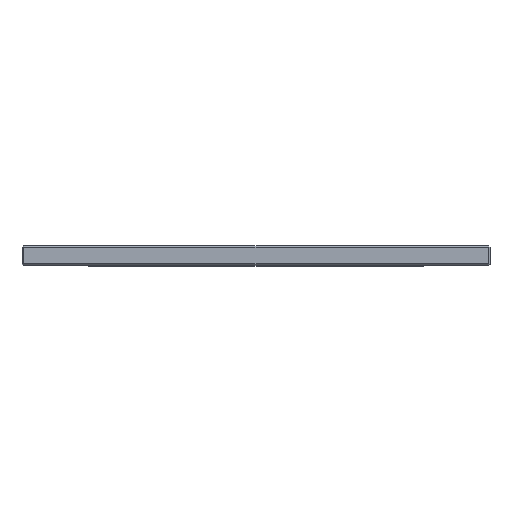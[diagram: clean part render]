
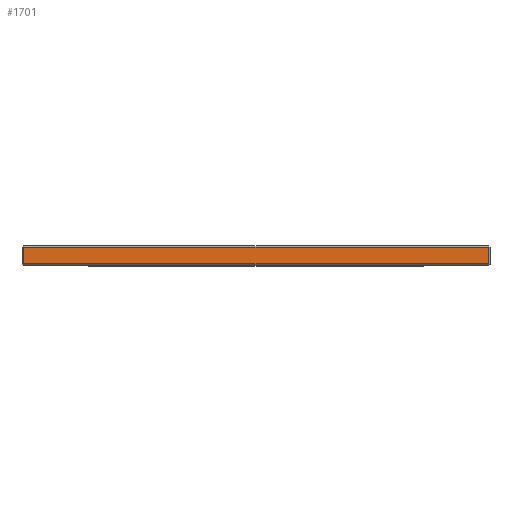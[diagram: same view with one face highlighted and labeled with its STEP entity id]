
A CAD part, top view. The second image highlights one B-rep face of the part: STEP entity #1701.
In plain terms, the highlighted planar face has unit normal (0, 0, 1).
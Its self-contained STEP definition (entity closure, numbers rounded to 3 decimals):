
#175 = CARTESIAN_POINT ( 'NONE',  ( -76., 6.35, 76. ) ) ;
#204 = DIRECTION ( 'NONE',  ( 0., 1., 0. ) ) ;
#232 = PLANE ( 'NONE',  #367 ) ;
#262 = LINE ( 'NONE', #1744, #1235 ) ;
#286 = ORIENTED_EDGE ( 'NONE', *, *, #1610, .T. ) ;
#350 = EDGE_CURVE ( 'NONE', #1182, #1937, #716, .T. ) ;
#367 = AXIS2_PLACEMENT_3D ( 'NONE', #175, #1045, #1904 ) ;
#370 = EDGE_LOOP ( 'NONE', ( #1759, #286, #2394, #2782 ) ) ;
#436 = DIRECTION ( 'NONE',  ( -1., 0., 0. ) ) ;
#716 = LINE ( 'NONE', #2440, #1311 ) ;
#893 = CARTESIAN_POINT ( 'NONE',  ( -75.5, 0.5, 76. ) ) ;
#1034 = LINE ( 'NONE', #2720, #2445 ) ;
#1045 = DIRECTION ( 'NONE',  ( 0., 0., -1. ) ) ;
#1182 = VERTEX_POINT ( 'NONE', #893 ) ;
#1221 = VERTEX_POINT ( 'NONE', #1537 ) ;
#1235 = VECTOR ( 'NONE', #436, 1000. ) ;
#1311 = VECTOR ( 'NONE', #2015, 1000. ) ;
#1537 = CARTESIAN_POINT ( 'NONE',  ( 75.5, 5.85, 76. ) ) ;
#1541 = CARTESIAN_POINT ( 'NONE',  ( 75.5, 6.35, 76. ) ) ;
#1610 = EDGE_CURVE ( 'NONE', #1937, #1221, #2388, .T. ) ;
#1701 = ADVANCED_FACE ( 'NONE', ( #2174 ), #232, .F. ) ;
#1744 = CARTESIAN_POINT ( 'NONE',  ( -76., 5.85, 76. ) ) ;
#1759 = ORIENTED_EDGE ( 'NONE', *, *, #350, .T. ) ;
#1904 = DIRECTION ( 'NONE',  ( -1., 0., 0. ) ) ;
#1937 = VERTEX_POINT ( 'NONE', #2470 ) ;
#2015 = DIRECTION ( 'NONE',  ( 1., 0., 0. ) ) ;
#2072 = EDGE_CURVE ( 'NONE', #2143, #1182, #1034, .T. ) ;
#2078 = CARTESIAN_POINT ( 'NONE',  ( -75.5, 5.85, 76. ) ) ;
#2134 = VECTOR ( 'NONE', #204, 1000. ) ;
#2143 = VERTEX_POINT ( 'NONE', #2078 ) ;
#2174 = FACE_OUTER_BOUND ( 'NONE', #370, .T. ) ;
#2183 = EDGE_CURVE ( 'NONE', #1221, #2143, #262, .T. ) ;
#2388 = LINE ( 'NONE', #1541, #2134 ) ;
#2394 = ORIENTED_EDGE ( 'NONE', *, *, #2183, .T. ) ;
#2440 = CARTESIAN_POINT ( 'NONE',  ( -76., 0.5, 76. ) ) ;
#2445 = VECTOR ( 'NONE', #2538, 1000. ) ;
#2470 = CARTESIAN_POINT ( 'NONE',  ( 75.5, 0.5, 76. ) ) ;
#2538 = DIRECTION ( 'NONE',  ( 0., -1., 0. ) ) ;
#2720 = CARTESIAN_POINT ( 'NONE',  ( -75.5, 6.35, 76. ) ) ;
#2782 = ORIENTED_EDGE ( 'NONE', *, *, #2072, .T. ) ;
